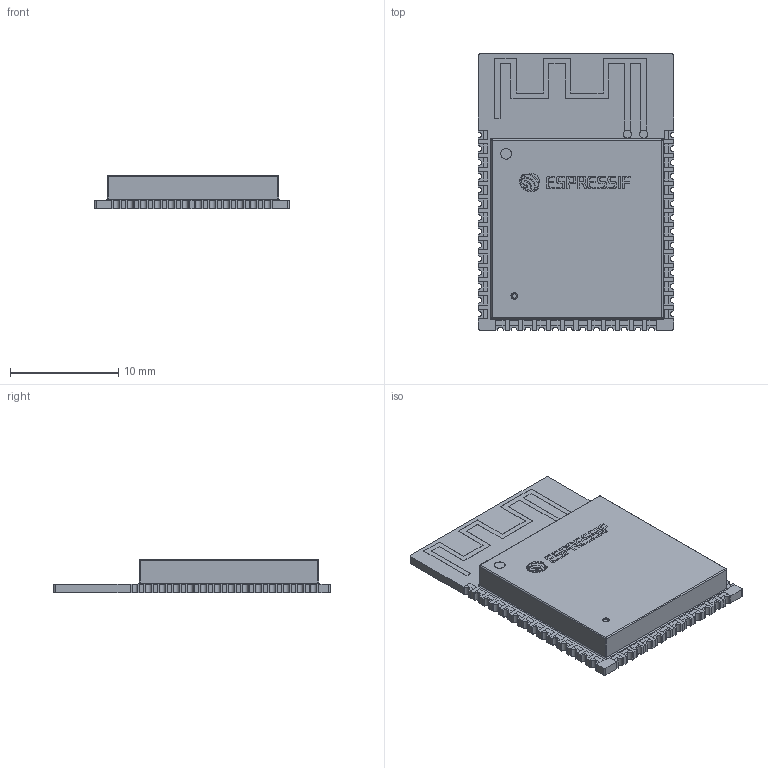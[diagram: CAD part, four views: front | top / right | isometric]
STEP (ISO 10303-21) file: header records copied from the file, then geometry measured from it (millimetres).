
FILE_DESCRIPTION(('CAx-IF Rec.Pracs.---Model Styling and Organization---1.5---2016-08-15','CAx-IF Rec.Pracs.---Geometric and Assembly Validation Properties---4.4---2016-08-17','CAx-IF Rec.Pracs.---User Defined Attributes---1.5---2016-08-15','CAx-IF Rec.Pracs.---External References---2.1---2005-01-19'),'2;1');
FILE_NAME('15469156.step','2023-05-22T18:26:17',('Unspecified'),('Unspecified'),'CAD Exchanger 3.8.1 (cadexchanger.com)','Unspecified','');
FILE_SCHEMA(('AUTOMOTIVE_DESIGN { 1 0 10303 214 1 1 1 1 }'));
Length unit declared in the file: millimetre
Products named in the file (1): ESP32-S3-WROOM-1-N8R8
Bounding box: 18 x 25.5 x 3.1 mm (x, y, z)
Volume: 965.6 mm3; surface area: 1411.2 mm2
Topology: 108 solids, 108 shells, 1316 faces, 3198 edges, 2122 vertices
Faces by surface type: plane 1036, bspline 188, cylinder 80, torus 8, sphere 4
Entity records: 46393 total; most frequent: CARTESIAN_POINT 9077, ORIENTED_EDGE 6388, DIRECTION 5250, EDGE_CURVE 3194, LINE 2644, VECTOR 2644, VERTEX_POINT 2122, FACE_BOUND 1348
